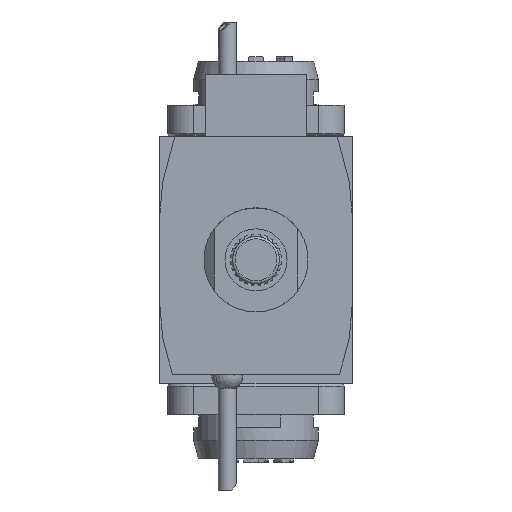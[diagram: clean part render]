
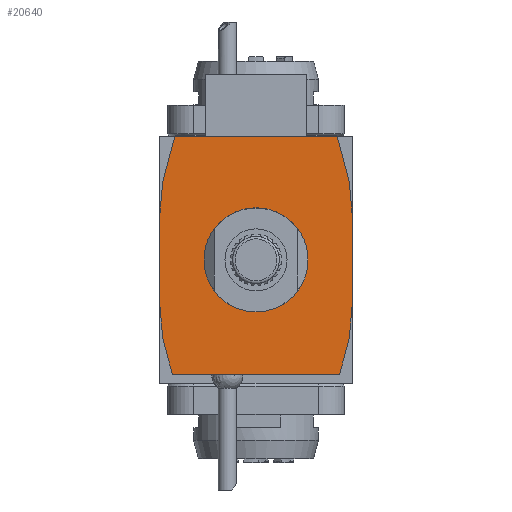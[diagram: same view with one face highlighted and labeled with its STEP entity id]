
A CAD part, front view. The second image highlights one B-rep face of the part: STEP entity #20640.
In plain terms, the highlighted planar face has unit normal (0, -1, 0).
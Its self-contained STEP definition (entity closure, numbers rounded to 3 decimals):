
#1432 = VECTOR ( 'NONE', #34848, 1000. ) ;
#1484 = VECTOR ( 'NONE', #46360, 1000. ) ;
#1708 = CARTESIAN_POINT ( 'NONE',  ( 35.867, -100., -30.155 ) ) ;
#2373 = ORIENTED_EDGE ( 'NONE', *, *, #20922, .T. ) ;
#2621 = LINE ( 'NONE', #35783, #3574 ) ;
#2655 = VERTEX_POINT ( 'NONE', #10016 ) ;
#2820 = VECTOR ( 'NONE', #6882, 1000. ) ;
#2933 = ORIENTED_EDGE ( 'NONE', *, *, #38778, .T. ) ;
#3420 = VERTEX_POINT ( 'NONE', #18875 ) ;
#3532 = FACE_OUTER_BOUND ( 'NONE', #37151, .T. ) ;
#3538 = VERTEX_POINT ( 'NONE', #5549 ) ;
#3555 = CARTESIAN_POINT ( 'NONE',  ( 35.867, -100., 30.155 ) ) ;
#3574 = VECTOR ( 'NONE', #17553, 1000. ) ;
#3764 = LINE ( 'NONE', #36905, #37259 ) ;
#5059 = VECTOR ( 'NONE', #40355, 1000. ) ;
#5243 = VECTOR ( 'NONE', #15575, 1000. ) ;
#5549 = CARTESIAN_POINT ( 'NONE',  ( 31.22, -100., 47.5 ) ) ;
#6034 = EDGE_CURVE ( 'NONE', #46007, #12068, #3764, .T. ) ;
#6392 = CARTESIAN_POINT ( 'NONE',  ( 31.22, -100., 47.5 ) ) ;
#6493 = EDGE_LOOP ( 'NONE', ( #28200 ) ) ;
#6497 = EDGE_CURVE ( 'NONE', #3420, #6885, #27533, .T. ) ;
#6882 = DIRECTION ( 'NONE',  ( 1., 0., 0. ) ) ;
#6885 = VERTEX_POINT ( 'NONE', #1708 ) ;
#6939 = CARTESIAN_POINT ( 'NONE',  ( 0., -100., 0. ) ) ;
#10016 = CARTESIAN_POINT ( 'NONE',  ( 37., -100., 17.21 ) ) ;
#10923 = EDGE_CURVE ( 'NONE', #30837, #17428, #34620, .T. ) ;
#11646 = CARTESIAN_POINT ( 'NONE',  ( 0., -100., -19.656 ) ) ;
#12068 = VERTEX_POINT ( 'NONE', #42165 ) ;
#12227 = ORIENTED_EDGE ( 'NONE', *, *, #40155, .T. ) ;
#12692 = EDGE_CURVE ( 'NONE', #6885, #15106, #20047, .T. ) ;
#13019 = CIRCLE ( 'NONE', #46799, 19.656 ) ;
#13547 = ORIENTED_EDGE ( 'NONE', *, *, #18113, .T. ) ;
#14062 = LINE ( 'NONE', #35455, #2820 ) ;
#14416 = CARTESIAN_POINT ( 'NONE',  ( 35.867, -100., 30.155 ) ) ;
#14485 = CARTESIAN_POINT ( 'NONE',  ( 0., -100., 0. ) ) ;
#14717 = DIRECTION ( 'NONE',  ( 0., -1., 0. ) ) ;
#15106 = VERTEX_POINT ( 'NONE', #19562 ) ;
#15575 = DIRECTION ( 'NONE',  ( -0.087, 0., -0.996 ) ) ;
#15679 = LINE ( 'NONE', #19293, #42928 ) ;
#16855 = CARTESIAN_POINT ( 'NONE',  ( -37., -100., 17.21 ) ) ;
#17059 = LINE ( 'NONE', #24734, #1484 ) ;
#17428 = VERTEX_POINT ( 'NONE', #28170 ) ;
#17553 = DIRECTION ( 'NONE',  ( 0.087, 0., -0.996 ) ) ;
#17911 = DIRECTION ( 'NONE',  ( -0.259, 0., 0.966 ) ) ;
#18113 = EDGE_CURVE ( 'NONE', #15106, #2655, #45059, .T. ) ;
#18432 = DIRECTION ( 'NONE',  ( -0.259, 0., -0.966 ) ) ;
#18875 = CARTESIAN_POINT ( 'NONE',  ( 32.158, -100., -44. ) ) ;
#19293 = CARTESIAN_POINT ( 'NONE',  ( -35.867, -100., -30.155 ) ) ;
#19562 = CARTESIAN_POINT ( 'NONE',  ( 37., -100., -17.21 ) ) ;
#19951 = EDGE_CURVE ( 'NONE', #2655, #35070, #46863, .T. ) ;
#20047 = LINE ( 'NONE', #41925, #27481 ) ;
#20640 = ADVANCED_FACE ( 'NONE', ( #3532, #25420 ), #31892, .F. ) ;
#20922 = EDGE_CURVE ( 'NONE', #29220, #3420, #14062, .T. ) ;
#21085 = ORIENTED_EDGE ( 'NONE', *, *, #6034, .T. ) ;
#22202 = ORIENTED_EDGE ( 'NONE', *, *, #43019, .T. ) ;
#22916 = DIRECTION ( 'NONE',  ( 0.259, 0., -0.966 ) ) ;
#24317 = ORIENTED_EDGE ( 'NONE', *, *, #44717, .T. ) ;
#24734 = CARTESIAN_POINT ( 'NONE',  ( -31.22, -100., 47.5 ) ) ;
#25420 = FACE_BOUND ( 'NONE', #6493, .T. ) ;
#26391 = CARTESIAN_POINT ( 'NONE',  ( -37., -100., 17.21 ) ) ;
#26841 = CARTESIAN_POINT ( 'NONE',  ( -31.22, -100., 47.5 ) ) ;
#27214 = DIRECTION ( 'NONE',  ( 0., 0., 1. ) ) ;
#27481 = VECTOR ( 'NONE', #45526, 1000. ) ;
#27533 = LINE ( 'NONE', #30890, #39636 ) ;
#28170 = CARTESIAN_POINT ( 'NONE',  ( -37., -100., -17.21 ) ) ;
#28200 = ORIENTED_EDGE ( 'NONE', *, *, #41725, .F. ) ;
#29128 = DIRECTION ( 'NONE',  ( 0., 0., -1. ) ) ;
#29220 = VERTEX_POINT ( 'NONE', #32258 ) ;
#30704 = LINE ( 'NONE', #33839, #5243 ) ;
#30837 = VERTEX_POINT ( 'NONE', #26391 ) ;
#30890 = CARTESIAN_POINT ( 'NONE',  ( 35.867, -100., -30.155 ) ) ;
#31892 = PLANE ( 'NONE',  #45038 ) ;
#32258 = CARTESIAN_POINT ( 'NONE',  ( -32.158, -100., -44. ) ) ;
#32463 = ORIENTED_EDGE ( 'NONE', *, *, #35845, .T. ) ;
#33839 = CARTESIAN_POINT ( 'NONE',  ( -37., -100., 17.21 ) ) ;
#34319 = ORIENTED_EDGE ( 'NONE', *, *, #6497, .T. ) ;
#34620 = LINE ( 'NONE', #16855, #1432 ) ;
#34848 = DIRECTION ( 'NONE',  ( 0., 0., -1. ) ) ;
#35070 = VERTEX_POINT ( 'NONE', #14416 ) ;
#35455 = CARTESIAN_POINT ( 'NONE',  ( 32.158, -100., -44. ) ) ;
#35641 = CARTESIAN_POINT ( 'NONE',  ( -35.867, -100., -30.155 ) ) ;
#35783 = CARTESIAN_POINT ( 'NONE',  ( -35.867, -100., -30.155 ) ) ;
#35845 = EDGE_CURVE ( 'NONE', #35070, #3538, #42685, .T. ) ;
#36226 = DIRECTION ( 'NONE',  ( 0., 1., 0. ) ) ;
#36905 = CARTESIAN_POINT ( 'NONE',  ( -35.867, -100., 30.155 ) ) ;
#37151 = EDGE_LOOP ( 'NONE', ( #37921, #13547, #39288, #32463, #22202, #21085, #12227, #38072, #2933, #24317, #2373, #34319 ) ) ;
#37259 = VECTOR ( 'NONE', #18432, 1000. ) ;
#37369 = VERTEX_POINT ( 'NONE', #35641 ) ;
#37921 = ORIENTED_EDGE ( 'NONE', *, *, #12692, .T. ) ;
#38072 = ORIENTED_EDGE ( 'NONE', *, *, #10923, .T. ) ;
#38778 = EDGE_CURVE ( 'NONE', #17428, #37369, #2621, .T. ) ;
#38814 = VECTOR ( 'NONE', #27214, 1000. ) ;
#39147 = DIRECTION ( 'NONE',  ( 0., 0., 1. ) ) ;
#39288 = ORIENTED_EDGE ( 'NONE', *, *, #19951, .T. ) ;
#39636 = VECTOR ( 'NONE', #41745, 1000. ) ;
#40155 = EDGE_CURVE ( 'NONE', #12068, #30837, #30704, .T. ) ;
#40355 = DIRECTION ( 'NONE',  ( -0.087, 0., 0.996 ) ) ;
#41467 = CARTESIAN_POINT ( 'NONE',  ( 37., -100., 17.21 ) ) ;
#41725 = EDGE_CURVE ( 'NONE', #44596, #44596, #13019, .T. ) ;
#41745 = DIRECTION ( 'NONE',  ( 0.259, 0., 0.966 ) ) ;
#41925 = CARTESIAN_POINT ( 'NONE',  ( 37., -100., -17.21 ) ) ;
#42165 = CARTESIAN_POINT ( 'NONE',  ( -35.867, -100., 30.155 ) ) ;
#42685 = LINE ( 'NONE', #6392, #42795 ) ;
#42795 = VECTOR ( 'NONE', #17911, 1000. ) ;
#42928 = VECTOR ( 'NONE', #22916, 1000. ) ;
#43019 = EDGE_CURVE ( 'NONE', #3538, #46007, #17059, .T. ) ;
#44596 = VERTEX_POINT ( 'NONE', #11646 ) ;
#44717 = EDGE_CURVE ( 'NONE', #37369, #29220, #15679, .T. ) ;
#45038 = AXIS2_PLACEMENT_3D ( 'NONE', #6939, #36226, #39147 ) ;
#45059 = LINE ( 'NONE', #41467, #38814 ) ;
#45526 = DIRECTION ( 'NONE',  ( 0.087, 0., 0.996 ) ) ;
#46007 = VERTEX_POINT ( 'NONE', #26841 ) ;
#46360 = DIRECTION ( 'NONE',  ( -1., 0., 0. ) ) ;
#46799 = AXIS2_PLACEMENT_3D ( 'NONE', #14485, #14717, #29128 ) ;
#46863 = LINE ( 'NONE', #3555, #5059 ) ;
